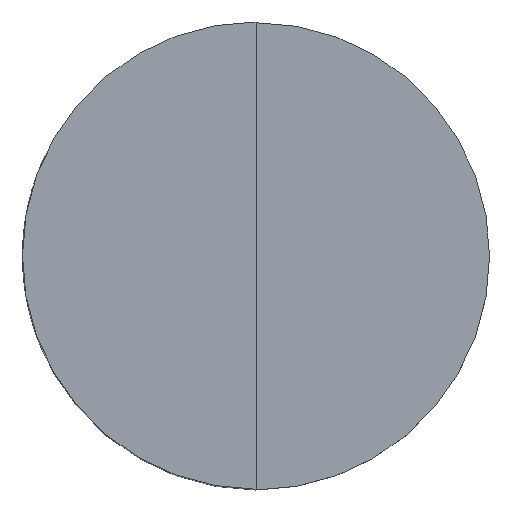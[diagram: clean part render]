
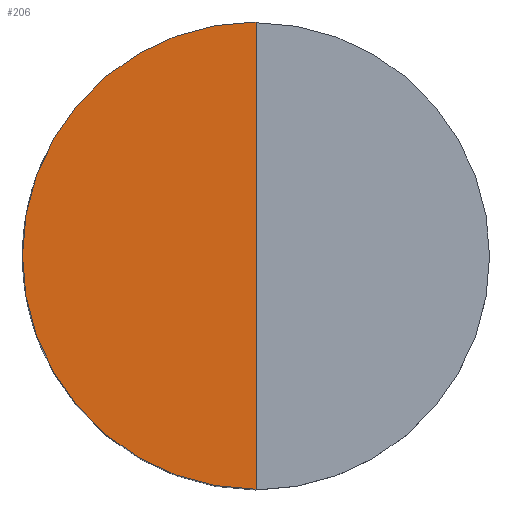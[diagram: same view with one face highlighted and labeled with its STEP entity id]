
A CAD part, top view. The second image highlights one B-rep face of the part: STEP entity #206.
In plain terms, the highlighted planar face has unit normal (0, 0, 1).
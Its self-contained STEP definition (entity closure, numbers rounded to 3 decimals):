
#23=PLANE('',#236);
#31=CIRCLE('',#237,10.);
#41=FACE_OUTER_BOUND('',#54,.T.);
#54=EDGE_LOOP('',(#167,#168));
#65=LINE('',#437,#75);
#75=VECTOR('',#266,10.);
#103=VERTEX_POINT('',#435);
#104=VERTEX_POINT('',#436);
#126=EDGE_CURVE('',#103,#104,#65,.T.);
#132=EDGE_CURVE('',#104,#103,#31,.T.);
#167=ORIENTED_EDGE('',*,*,#126,.T.);
#168=ORIENTED_EDGE('',*,*,#132,.T.);
#206=ADVANCED_FACE('',(#41),#23,.T.);
#236=AXIS2_PLACEMENT_3D('',#447,#276,#277);
#237=AXIS2_PLACEMENT_3D('',#448,#278,#279);
#266=DIRECTION('',(0.,1.,0.));
#276=DIRECTION('center_axis',(0.,0.,1.));
#277=DIRECTION('ref_axis',(-1.,0.,0.));
#278=DIRECTION('center_axis',(0.,0.,1.));
#279=DIRECTION('ref_axis',(-1.,0.,0.));
#435=CARTESIAN_POINT('',(0.,-10.,40.));
#436=CARTESIAN_POINT('',(0.,10.,40.));
#437=CARTESIAN_POINT('',(0.,-5.,40.));
#447=CARTESIAN_POINT('Origin',(0.,0.,40.));
#448=CARTESIAN_POINT('Origin',(0.,0.,40.));
